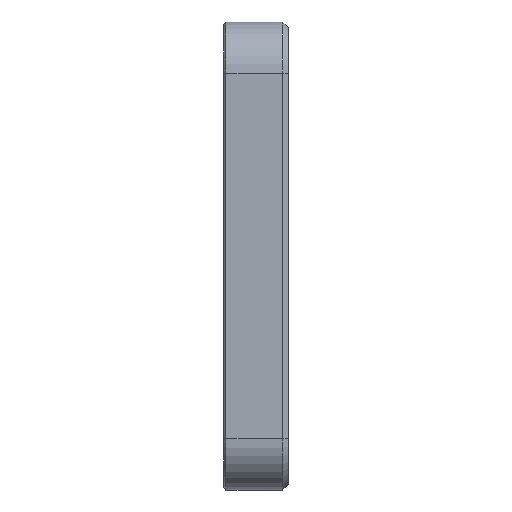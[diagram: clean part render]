
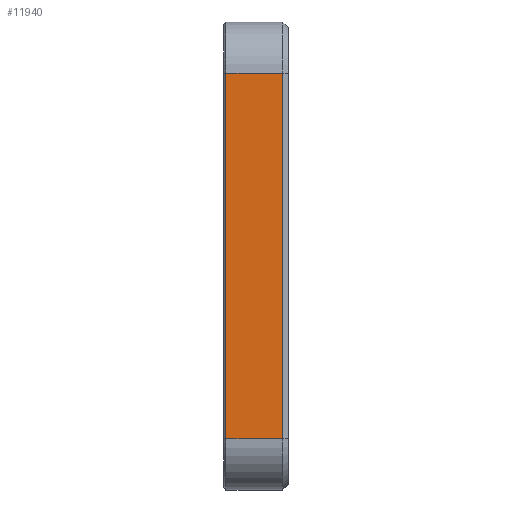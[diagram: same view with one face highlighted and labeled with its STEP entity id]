
A CAD part, left-side view. The second image highlights one B-rep face of the part: STEP entity #11940.
In plain terms, the highlighted planar face has unit normal (-1, 0, 0).
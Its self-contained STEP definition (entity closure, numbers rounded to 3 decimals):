
#133 = CARTESIAN_POINT ( 'NONE',  ( -65.125, 1., 32.075 ) ) ;
#184 = LINE ( 'NONE', #8912, #9074 ) ;
#836 = AXIS2_PLACEMENT_3D ( 'NONE', #14820, #6090, #3518 ) ;
#1455 = DIRECTION ( 'NONE',  ( 0., 0., 1. ) ) ;
#1533 = LINE ( 'NONE', #14415, #1885 ) ;
#1692 = ORIENTED_EDGE ( 'NONE', *, *, #9240, .T. ) ;
#1756 = LINE ( 'NONE', #6814, #12318 ) ;
#1885 = VECTOR ( 'NONE', #13092, 1000. ) ;
#1970 = VERTEX_POINT ( 'NONE', #7944 ) ;
#2046 = CARTESIAN_POINT ( 'NONE',  ( -65.125, 11., -32.075 ) ) ;
#3112 = VERTEX_POINT ( 'NONE', #2046 ) ;
#3518 = DIRECTION ( 'NONE',  ( 0., 0., 1. ) ) ;
#3645 = VERTEX_POINT ( 'NONE', #7833 ) ;
#4679 = FACE_OUTER_BOUND ( 'NONE', #14203, .T. ) ;
#4715 = EDGE_CURVE ( 'NONE', #1970, #3112, #1756, .T. ) ;
#4829 = ORIENTED_EDGE ( 'NONE', *, *, #9230, .F. ) ;
#5327 = VECTOR ( 'NONE', #1455, 1000. ) ;
#5362 = LINE ( 'NONE', #7686, #5327 ) ;
#6090 = DIRECTION ( 'NONE',  ( -1., 0., 0. ) ) ;
#6562 = DIRECTION ( 'NONE',  ( 0., 0., -1. ) ) ;
#6569 = DIRECTION ( 'NONE',  ( 0., -1., 0. ) ) ;
#6814 = CARTESIAN_POINT ( 'NONE',  ( -65.125, 11., 32.075 ) ) ;
#7686 = CARTESIAN_POINT ( 'NONE',  ( -65.125, 1., 32.075 ) ) ;
#7833 = CARTESIAN_POINT ( 'NONE',  ( -65.125, 1., -32.075 ) ) ;
#7944 = CARTESIAN_POINT ( 'NONE',  ( -65.125, 11., 32.075 ) ) ;
#8481 = EDGE_CURVE ( 'NONE', #3112, #3645, #184, .T. ) ;
#8912 = CARTESIAN_POINT ( 'NONE',  ( -65.125, 1.2, -32.075 ) ) ;
#9074 = VECTOR ( 'NONE', #6569, 1000. ) ;
#9230 = EDGE_CURVE ( 'NONE', #1970, #10026, #1533, .T. ) ;
#9240 = EDGE_CURVE ( 'NONE', #3645, #10026, #5362, .T. ) ;
#9752 = PLANE ( 'NONE',  #836 ) ;
#9913 = ORIENTED_EDGE ( 'NONE', *, *, #8481, .T. ) ;
#10026 = VERTEX_POINT ( 'NONE', #133 ) ;
#11727 = ORIENTED_EDGE ( 'NONE', *, *, #4715, .T. ) ;
#11940 = ADVANCED_FACE ( 'NONE', ( #4679 ), #9752, .T. ) ;
#12318 = VECTOR ( 'NONE', #6562, 1000. ) ;
#13092 = DIRECTION ( 'NONE',  ( 0., -1., 0. ) ) ;
#14203 = EDGE_LOOP ( 'NONE', ( #4829, #11727, #9913, #1692 ) ) ;
#14415 = CARTESIAN_POINT ( 'NONE',  ( -65.125, 1.2, 32.075 ) ) ;
#14820 = CARTESIAN_POINT ( 'NONE',  ( -65.125, 1.2, 32.075 ) ) ;
